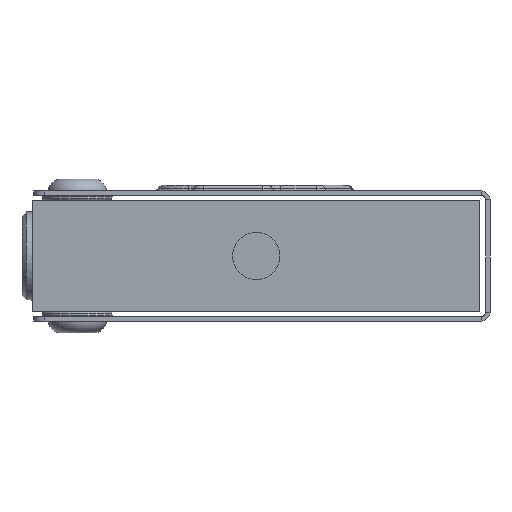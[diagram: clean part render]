
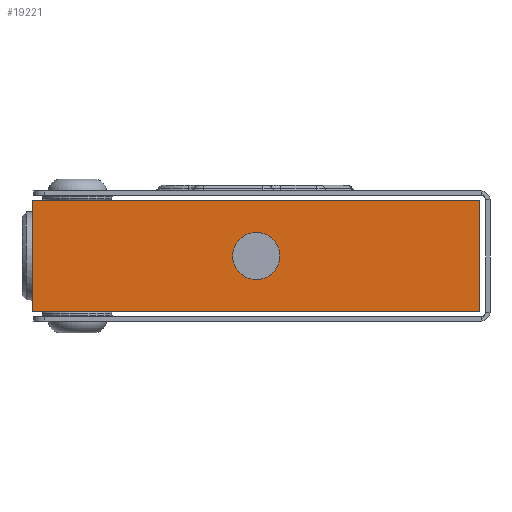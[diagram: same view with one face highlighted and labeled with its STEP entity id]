
A CAD part, front view. The second image highlights one B-rep face of the part: STEP entity #19221.
In plain terms, the highlighted planar face has unit normal (0, -1, 0).
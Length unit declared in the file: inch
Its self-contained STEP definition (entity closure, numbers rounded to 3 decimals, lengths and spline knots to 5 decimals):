
#2026=FACE_BOUND('',#7704,.T.);
#2039=LINE('',#24138,#3855);
#3782=LINE('',#33516,#5598);
#3784=LINE('',#33519,#5600);
#3799=LINE('',#33554,#5615);
#3855=VECTOR('',#20317,0.3937);
#5598=VECTOR('',#23882,0.3937);
#5600=VECTOR('',#23886,0.3937);
#5615=VECTOR('',#23935,0.3937);
#6611=FACE_OUTER_BOUND('',#7703,.T.);
#7703=EDGE_LOOP('',(#17478,#17479,#17480,#17481));
#7704=EDGE_LOOP('',(#17482,#17483));
#8000=CIRCLE('',#20216,0.1055);
#8001=CIRCLE('',#20217,0.1055);
#8034=VERTEX_POINT('',#24135);
#8035=VERTEX_POINT('',#24137);
#9690=VERTEX_POINT('',#33448);
#9723=VERTEX_POINT('',#33514);
#9724=VERTEX_POINT('',#33542);
#9725=VERTEX_POINT('',#33543);
#9784=EDGE_CURVE('',#8034,#8035,#2039,.T.);
#12304=EDGE_CURVE('',#9723,#9690,#3782,.T.);
#12306=EDGE_CURVE('',#9690,#8034,#3784,.T.);
#12318=EDGE_CURVE('',#9724,#9725,#8000,.T.);
#12319=EDGE_CURVE('',#9725,#9724,#8001,.T.);
#12324=EDGE_CURVE('',#9723,#8035,#3799,.T.);
#17478=ORIENTED_EDGE('',*,*,#12304,.F.);
#17479=ORIENTED_EDGE('',*,*,#12324,.T.);
#17480=ORIENTED_EDGE('',*,*,#9784,.F.);
#17481=ORIENTED_EDGE('',*,*,#12306,.F.);
#17482=ORIENTED_EDGE('',*,*,#12318,.T.);
#17483=ORIENTED_EDGE('',*,*,#12319,.T.);
#18245=PLANE('',#20229);
#19221=ADVANCED_FACE('',(#6611,#2026),#18245,.T.);
#20216=AXIS2_PLACEMENT_3D('',#33544,#23920,#23921);
#20217=AXIS2_PLACEMENT_3D('',#33545,#23922,#23923);
#20229=AXIS2_PLACEMENT_3D('',#33570,#23955,#23956);
#20317=DIRECTION('',(-1.,0.,0.));
#23882=DIRECTION('',(1.,0.,0.));
#23886=DIRECTION('',(0.,0.,-1.));
#23920=DIRECTION('center_axis',(0.,1.,0.));
#23921=DIRECTION('ref_axis',(-1.,0.,0.));
#23922=DIRECTION('center_axis',(0.,1.,0.));
#23923=DIRECTION('ref_axis',(-1.,0.,0.));
#23935=DIRECTION('',(0.,0.,-1.));
#23955=DIRECTION('center_axis',(0.,-1.,0.));
#23956=DIRECTION('ref_axis',(-1.,0.,0.));
#24135=CARTESIAN_POINT('',(2.,0.,-0.5));
#24137=CARTESIAN_POINT('',(0.,0.,-0.5));
#24138=CARTESIAN_POINT('',(0.,0.,-0.5));
#33448=CARTESIAN_POINT('',(2.,0.,0.));
#33514=CARTESIAN_POINT('',(0.,0.,0.));
#33516=CARTESIAN_POINT('',(0.,0.,0.));
#33519=CARTESIAN_POINT('',(2.,0.,0.));
#33542=CARTESIAN_POINT('',(0.8945,0.,-0.25));
#33543=CARTESIAN_POINT('',(1.1055,0.,-0.25));
#33544=CARTESIAN_POINT('Origin',(1.,0.,-0.25));
#33545=CARTESIAN_POINT('Origin',(1.,0.,-0.25));
#33554=CARTESIAN_POINT('',(0.,0.,0.));
#33570=CARTESIAN_POINT('Origin',(2.,0.,0.));
